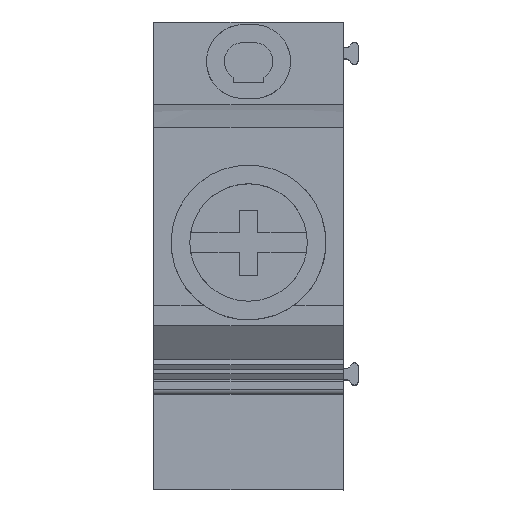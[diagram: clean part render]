
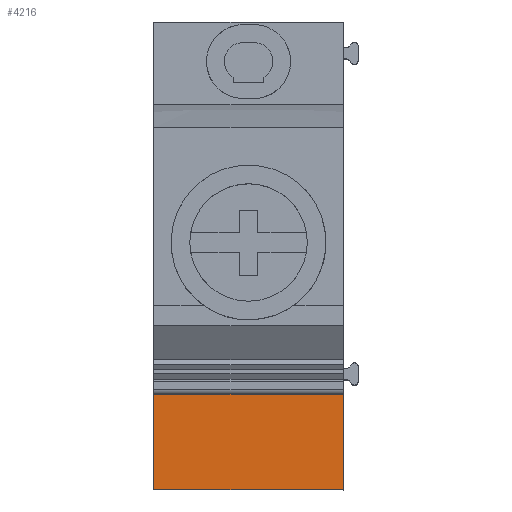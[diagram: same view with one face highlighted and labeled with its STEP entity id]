
A CAD part, top view. The second image highlights one B-rep face of the part: STEP entity #4216.
In plain terms, the highlighted planar face has unit normal (0, 0, 1).
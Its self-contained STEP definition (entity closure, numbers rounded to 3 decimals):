
#4203=AXIS2_PLACEMENT_3D('Plane Axis2P3D',#4200,#4201,#4202) ;
#2004=CARTESIAN_POINT('Vertex',(10.16,6.442,21.5)) ;
#2007=CARTESIAN_POINT('Line Origine',(10.16,3.221,21.5)) ;
#2011=CARTESIAN_POINT('Vertex',(10.16,0.,21.5)) ;
#2449=CARTESIAN_POINT('Vertex',(0.,0.,21.5)) ;
#2452=CARTESIAN_POINT('Line Origine',(0.,3.221,21.5)) ;
#2456=CARTESIAN_POINT('Vertex',(0.,6.442,21.5)) ;
#4187=CARTESIAN_POINT('Line Origine',(5.08,6.442,21.5)) ;
#4200=CARTESIAN_POINT('Axis2P3D Location',(0.,0.,21.5)) ;
#4205=CARTESIAN_POINT('Line Origine',(5.08,0.,21.5)) ;
#2008=DIRECTION('Vector Direction',(0.,1.,0.)) ;
#2453=DIRECTION('Vector Direction',(0.,1.,0.)) ;
#4188=DIRECTION('Vector Direction',(1.,0.,0.)) ;
#4201=DIRECTION('Axis2P3D Direction',(0.,0.,-1.)) ;
#4202=DIRECTION('Axis2P3D XDirection',(0.,1.,0.)) ;
#4206=DIRECTION('Vector Direction',(1.,0.,0.)) ;
#2009=VECTOR('Line Direction',#2008,1.) ;
#2454=VECTOR('Line Direction',#2453,1.) ;
#4189=VECTOR('Line Direction',#4188,1.) ;
#4207=VECTOR('Line Direction',#4206,1.) ;
#4211=ORIENTED_EDGE('',*,*,#2013,.T.) ;
#4212=ORIENTED_EDGE('',*,*,#4191,.F.) ;
#4213=ORIENTED_EDGE('',*,*,#2458,.F.) ;
#4214=ORIENTED_EDGE('',*,*,#4209,.T.) ;
#4216=ADVANCED_FACE('HOUSING',(#4215),#4204,.F.) ;
#2013=EDGE_CURVE('',#2012,#2005,#2010,.T.) ;
#2458=EDGE_CURVE('',#2450,#2457,#2455,.T.) ;
#4191=EDGE_CURVE('',#2457,#2005,#4190,.T.) ;
#4209=EDGE_CURVE('',#2450,#2012,#4208,.T.) ;
#4210=EDGE_LOOP('',(#4211,#4212,#4213,#4214)) ;
#4215=FACE_OUTER_BOUND('',#4210,.T.) ;
#2010=LINE('Line',#2007,#2009) ;
#2455=LINE('Line',#2452,#2454) ;
#4190=LINE('Line',#4187,#4189) ;
#4208=LINE('Line',#4205,#4207) ;
#4204=PLANE('',#4203) ;
#2005=VERTEX_POINT('',#2004) ;
#2012=VERTEX_POINT('',#2011) ;
#2450=VERTEX_POINT('',#2449) ;
#2457=VERTEX_POINT('',#2456) ;
